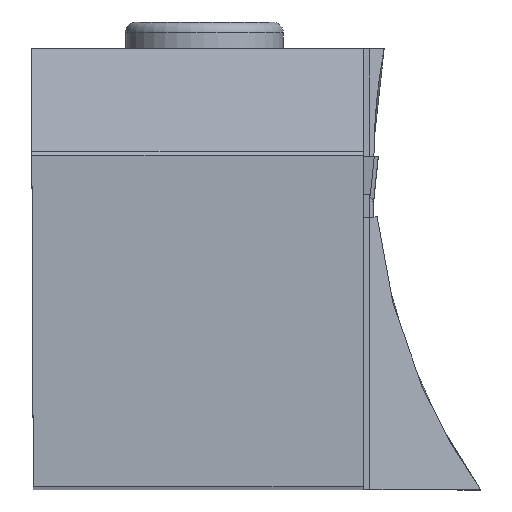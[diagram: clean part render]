
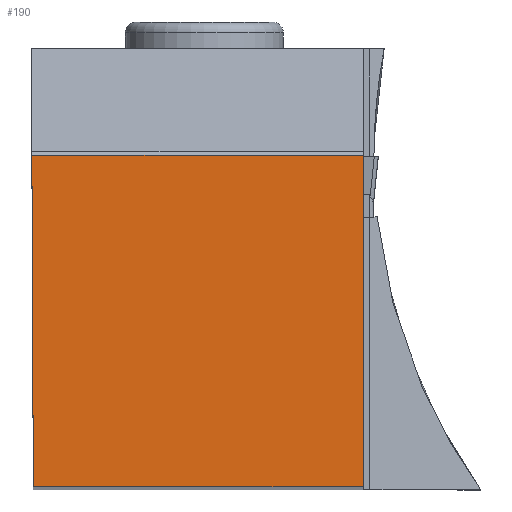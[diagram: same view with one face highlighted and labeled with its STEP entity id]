
A CAD part, top view. The second image highlights one B-rep face of the part: STEP entity #190.
In plain terms, the highlighted planar face has unit normal (0, 0, 1).
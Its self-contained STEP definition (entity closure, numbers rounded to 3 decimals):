
#190=ADVANCED_FACE('BLANK_BOXF006',(#301),#240,.F.);
#240=PLANE('',#1442);
#301=FACE_OUTER_BOUND('',#364,.T.);
#364=EDGE_LOOP('',(#656,#657,#658,#659));
#656=ORIENTED_EDGE('',*,*,#981,.T.);
#657=ORIENTED_EDGE('',*,*,#1018,.T.);
#658=ORIENTED_EDGE('',*,*,#1014,.T.);
#659=ORIENTED_EDGE('',*,*,#1001,.T.);
#836=VERTEX_POINT('',#2186);
#837=VERTEX_POINT('',#2188);
#847=VERTEX_POINT('',#2290);
#856=VERTEX_POINT('',#2315);
#981=EDGE_CURVE('',#837,#836,#1121,.T.);
#1001=EDGE_CURVE('',#847,#837,#1135,.T.);
#1014=EDGE_CURVE('',#856,#847,#1147,.T.);
#1018=EDGE_CURVE('',#836,#856,#1151,.T.);
#1121=LINE('',#2187,#1256);
#1135=LINE('',#2289,#1270);
#1147=LINE('',#2314,#1282);
#1151=LINE('',#2322,#1286);
#1256=VECTOR('',#1674,1.);
#1270=VECTOR('',#1702,1.);
#1282=VECTOR('',#1722,1.);
#1286=VECTOR('',#1728,1.);
#1442=AXIS2_PLACEMENT_3D('',#2323,#1729,#1730);
#1674=DIRECTION('',(0.,1.,0.));
#1702=DIRECTION('',(1.,0.,0.));
#1722=DIRECTION('',(0.004,-1.,0.));
#1728=DIRECTION('',(-1.,0.,0.));
#1729=DIRECTION('',(0.,0.,-1.));
#1730=DIRECTION('',(0.,-1.,0.));
#2186=CARTESIAN_POINT('',(24.875,24.875,0.));
#2187=CARTESIAN_POINT('',(24.875,-150.35,0.));
#2188=CARTESIAN_POINT('',(24.875,0.,0.));
#2289=CARTESIAN_POINT('',(-150.35,0.,0.));
#2290=CARTESIAN_POINT('',(0.109,0.,0.));
#2314=CARTESIAN_POINT('',(-0.547,150.349,0.));
#2315=CARTESIAN_POINT('',(0.,24.875,0.));
#2322=CARTESIAN_POINT('',(150.35,24.875,0.));
#2323=CARTESIAN_POINT('',(33.684,-5.,0.));
